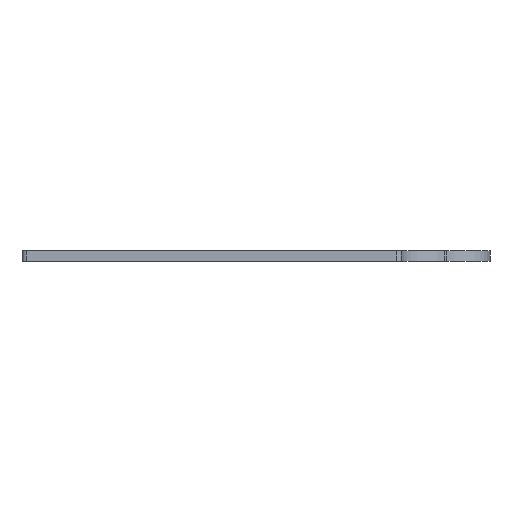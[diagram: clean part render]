
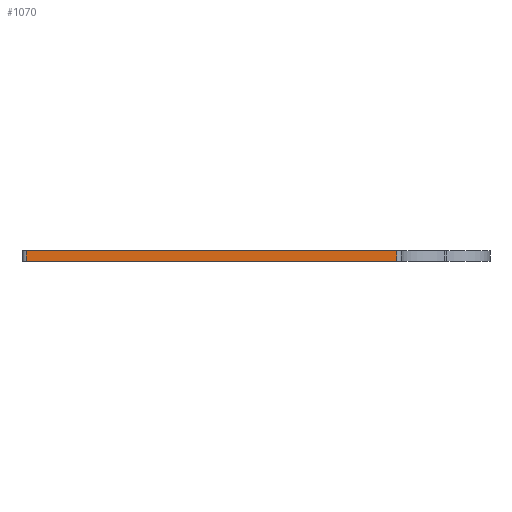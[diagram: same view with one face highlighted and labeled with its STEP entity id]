
A CAD part, left-side view. The second image highlights one B-rep face of the part: STEP entity #1070.
In plain terms, the highlighted planar face has unit normal (-1, 0, 0).
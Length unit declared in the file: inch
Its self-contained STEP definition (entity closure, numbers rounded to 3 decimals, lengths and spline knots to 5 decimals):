
#20 = EDGE_CURVE ( 'NONE', #643, #1042, #420, .T. ) ;
#31 = CARTESIAN_POINT ( 'NONE',  ( -6.5, 1.2865, -0.075 ) ) ;
#61 = LINE ( 'NONE', #345, #527 ) ;
#84 = DIRECTION ( 'NONE',  ( -1., 0., 0. ) ) ;
#98 = FACE_OUTER_BOUND ( 'NONE', #1093, .T. ) ;
#141 = LINE ( 'NONE', #889, #744 ) ;
#175 = DIRECTION ( 'NONE',  ( 0., 0., 1. ) ) ;
#289 = CARTESIAN_POINT ( 'NONE',  ( -6.5, 1.2865, -0.075 ) ) ;
#345 = CARTESIAN_POINT ( 'NONE',  ( -6.5, -1.3165, 0. ) ) ;
#388 = EDGE_CURVE ( 'NONE', #463, #1020, #963, .T. ) ;
#393 = ORIENTED_EDGE ( 'NONE', *, *, #550, .T. ) ;
#420 = LINE ( 'NONE', #592, #704 ) ;
#428 = DIRECTION ( 'NONE',  ( 0., -1., 0. ) ) ;
#463 = VERTEX_POINT ( 'NONE', #894 ) ;
#497 = ORIENTED_EDGE ( 'NONE', *, *, #388, .T. ) ;
#508 = EDGE_CURVE ( 'NONE', #463, #1042, #61, .T. ) ;
#527 = VECTOR ( 'NONE', #1197, 39.37008 ) ;
#550 = EDGE_CURVE ( 'NONE', #1020, #643, #141, .T. ) ;
#558 = CARTESIAN_POINT ( 'NONE',  ( -6.5, -1.2865, -0.075 ) ) ;
#561 = ORIENTED_EDGE ( 'NONE', *, *, #508, .F. ) ;
#592 = CARTESIAN_POINT ( 'NONE',  ( -6.5, -1.2865, -0.075 ) ) ;
#643 = VERTEX_POINT ( 'NONE', #558 ) ;
#651 = PLANE ( 'NONE',  #956 ) ;
#704 = VECTOR ( 'NONE', #1150, 39.37008 ) ;
#744 = VECTOR ( 'NONE', #428, 39.37008 ) ;
#889 = CARTESIAN_POINT ( 'NONE',  ( -6.5, -1.3165, -0.075 ) ) ;
#894 = CARTESIAN_POINT ( 'NONE',  ( -6.5, 1.2865, 0. ) ) ;
#904 = ORIENTED_EDGE ( 'NONE', *, *, #20, .T. ) ;
#956 = AXIS2_PLACEMENT_3D ( 'NONE', #1030, #84, #175 ) ;
#963 = LINE ( 'NONE', #31, #1213 ) ;
#1013 = CARTESIAN_POINT ( 'NONE',  ( -6.5, -1.2865, 0. ) ) ;
#1020 = VERTEX_POINT ( 'NONE', #289 ) ;
#1030 = CARTESIAN_POINT ( 'NONE',  ( -6.5, -1.3165, -0.075 ) ) ;
#1042 = VERTEX_POINT ( 'NONE', #1013 ) ;
#1056 = DIRECTION ( 'NONE',  ( 0., 0., -1. ) ) ;
#1070 = ADVANCED_FACE ( 'NONE', ( #98 ), #651, .T. ) ;
#1093 = EDGE_LOOP ( 'NONE', ( #393, #904, #561, #497 ) ) ;
#1150 = DIRECTION ( 'NONE',  ( 0., 0., 1. ) ) ;
#1197 = DIRECTION ( 'NONE',  ( 0., -1., 0. ) ) ;
#1213 = VECTOR ( 'NONE', #1056, 39.37008 ) ;
